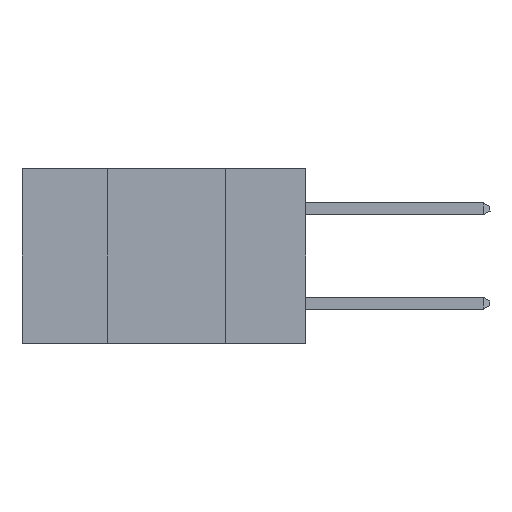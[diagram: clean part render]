
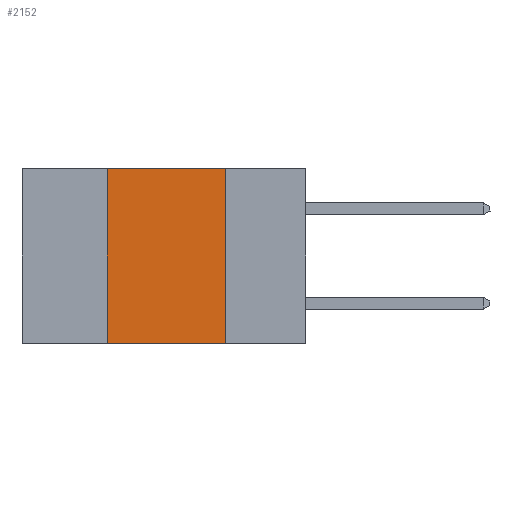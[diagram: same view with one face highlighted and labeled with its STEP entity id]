
A CAD part, left-side view. The second image highlights one B-rep face of the part: STEP entity #2152.
In plain terms, the highlighted planar face has unit normal (-1, 0, 0).
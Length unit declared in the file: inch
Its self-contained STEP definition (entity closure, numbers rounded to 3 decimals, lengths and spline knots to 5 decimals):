
#47 = FACE_OUTER_BOUND ( 'NONE', #3558, .T. ) ;
#216 = CARTESIAN_POINT ( 'NONE',  ( 0., 0.17, 0. ) ) ;
#335 = LINE ( 'NONE', #10985, #7300 ) ;
#454 = DIRECTION ( 'NONE',  ( 0., -1., 0. ) ) ;
#559 = ORIENTED_EDGE ( 'NONE', *, *, #1799, .F. ) ;
#1056 = EDGE_CURVE ( 'NONE', #9290, #3846, #10594, .T. ) ;
#1632 = EDGE_CURVE ( 'NONE', #9205, #3846, #335, .T. ) ;
#1799 = EDGE_CURVE ( 'NONE', #3818, #9290, #3699, .T. ) ;
#2064 = ORIENTED_EDGE ( 'NONE', *, *, #1632, .T. ) ;
#2069 = DIRECTION ( 'NONE',  ( 0., 0., -1. ) ) ;
#2152 = ADVANCED_FACE ( 'NONE', ( #47 ), #8151, .F. ) ;
#2206 = ORIENTED_EDGE ( 'NONE', *, *, #1056, .F. ) ;
#2911 = DIRECTION ( 'NONE',  ( 1., 0., 0. ) ) ;
#2952 = CARTESIAN_POINT ( 'NONE',  ( 0., 0.6, 0. ) ) ;
#3500 = LINE ( 'NONE', #6713, #8034 ) ;
#3558 = EDGE_LOOP ( 'NONE', ( #2206, #559, #5330, #2064 ) ) ;
#3699 = LINE ( 'NONE', #2952, #8107 ) ;
#3818 = VERTEX_POINT ( 'NONE', #4093 ) ;
#3846 = VERTEX_POINT ( 'NONE', #6474 ) ;
#4093 = CARTESIAN_POINT ( 'NONE',  ( 0., 0.42, 0. ) ) ;
#4493 = DIRECTION ( 'NONE',  ( 0., 0., -1. ) ) ;
#4556 = CARTESIAN_POINT ( 'NONE',  ( 0., 0.17, 0. ) ) ;
#4655 = CARTESIAN_POINT ( 'NONE',  ( 0., 0.6, 0. ) ) ;
#4848 = EDGE_CURVE ( 'NONE', #9205, #3818, #3500, .T. ) ;
#5330 = ORIENTED_EDGE ( 'NONE', *, *, #4848, .F. ) ;
#5731 = DIRECTION ( 'NONE',  ( 0., 0., 1. ) ) ;
#6474 = CARTESIAN_POINT ( 'NONE',  ( 0., 0.17, -0.37 ) ) ;
#6604 = AXIS2_PLACEMENT_3D ( 'NONE', #4655, #2911, #2069 ) ;
#6713 = CARTESIAN_POINT ( 'NONE',  ( 0., 0.42, 0. ) ) ;
#6735 = CARTESIAN_POINT ( 'NONE',  ( 0., 0.42, -0.37 ) ) ;
#7300 = VECTOR ( 'NONE', #454, 39.37008 ) ;
#7367 = DIRECTION ( 'NONE',  ( 0., -1., 0. ) ) ;
#8034 = VECTOR ( 'NONE', #5731, 39.37008 ) ;
#8107 = VECTOR ( 'NONE', #7367, 39.37008 ) ;
#8151 = PLANE ( 'NONE',  #6604 ) ;
#8549 = VECTOR ( 'NONE', #4493, 39.37008 ) ;
#9205 = VERTEX_POINT ( 'NONE', #6735 ) ;
#9290 = VERTEX_POINT ( 'NONE', #4556 ) ;
#10594 = LINE ( 'NONE', #216, #8549 ) ;
#10985 = CARTESIAN_POINT ( 'NONE',  ( 0., 0.6, -0.37 ) ) ;
